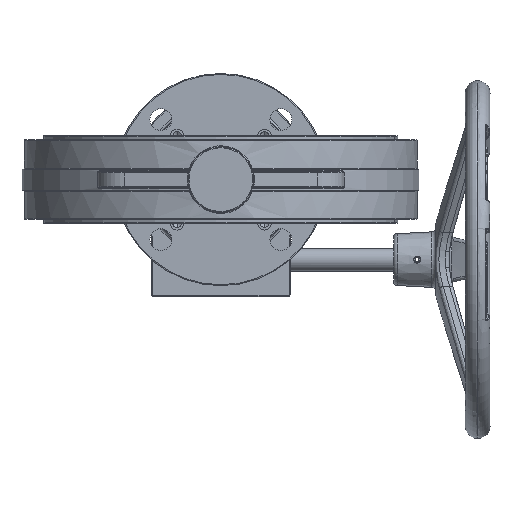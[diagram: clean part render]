
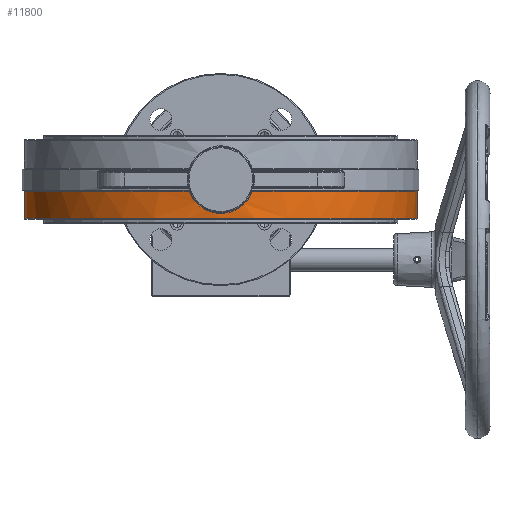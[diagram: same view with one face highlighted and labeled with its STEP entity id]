
A CAD part, front view. The second image highlights one B-rep face of the part: STEP entity #11800.
In plain terms, the highlighted cylindrical face has radius 161.925 mm (diameter 323.85 mm), a partial arc.
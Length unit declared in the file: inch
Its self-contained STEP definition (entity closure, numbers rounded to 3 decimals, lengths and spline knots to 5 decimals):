
#32 = EDGE_CURVE ( 'NONE', #24301, #6209, #12144, .T. ) ;
#817 = CIRCLE ( 'NONE', #41752, 6.375 ) ;
#2157 = CARTESIAN_POINT ( 'NONE',  ( 1.0266, -6.2918, -0.37375 ) ) ;
#2822 = CARTESIAN_POINT ( 'NONE',  ( -0.38407, -6.36364, -1.02865 ) ) ;
#3147 = DIRECTION ( 'NONE',  ( 0., 0., -1. ) ) ;
#3305 = CARTESIAN_POINT ( 'NONE',  ( 0., 0., 1.2915 ) ) ;
#3890 = CARTESIAN_POINT ( 'NONE',  ( 0., 0., -1.26025 ) ) ;
#4591 = CARTESIAN_POINT ( 'NONE',  ( 6.375, 0., -0.37375 ) ) ;
#5272 = CARTESIAN_POINT ( 'NONE',  ( 0.98455, -6.29857, -0.47776 ) ) ;
#5494 = CARTESIAN_POINT ( 'NONE',  ( 0.73616, -6.33238, -0.81085 ) ) ;
#5695 = CARTESIAN_POINT ( 'NONE',  ( -0.27765, -6.36901, -1.06156 ) ) ;
#6147 = CARTESIAN_POINT ( 'NONE',  ( -0.717, -6.33468, -0.8294 ) ) ;
#6209 = VERTEX_POINT ( 'NONE', #29890 ) ;
#8056 = AXIS2_PLACEMENT_3D ( 'NONE', #39691, #9395, #15586 ) ;
#8801 = CARTESIAN_POINT ( 'NONE',  ( 0.88351, -6.3135, -0.64534 ) ) ;
#9009 = CARTESIAN_POINT ( 'NONE',  ( -0.11254, -6.37425, -1.09285 ) ) ;
#9395 = DIRECTION ( 'NONE',  ( 0., 0., -1. ) ) ;
#9438 = CARTESIAN_POINT ( 'NONE',  ( 0.22127, -6.3714, -1.07596 ) ) ;
#9709 = CYLINDRICAL_SURFACE ( 'NONE', #39412, 6.375 ) ;
#9819 = CARTESIAN_POINT ( 'NONE',  ( -1.0266, -6.2918, -0.37375 ) ) ;
#10748 = AXIS2_PLACEMENT_3D ( 'NONE', #26723, #40215, #43525 ) ;
#11536 = VERTEX_POINT ( 'NONE', #4591 ) ;
#11800 = ADVANCED_FACE ( 'NONE', ( #17948 ), #9709, .T. ) ;
#12098 = CARTESIAN_POINT ( 'NONE',  ( -0.51012, -6.35461, -0.97055 ) ) ;
#12144 = CIRCLE ( 'NONE', #10748, 6.375 ) ;
#12256 = VECTOR ( 'NONE', #37817, 39.37008 ) ;
#12312 = CARTESIAN_POINT ( 'NONE',  ( 0.10997, -6.37411, -1.09203 ) ) ;
#12462 = ORIENTED_EDGE ( 'NONE', *, *, #32, .T. ) ;
#12742 = CARTESIAN_POINT ( 'NONE',  ( -0.85099, -6.31797, -0.68806 ) ) ;
#13563 = CARTESIAN_POINT ( 'NONE',  ( 6.375, 0., -1.26025 ) ) ;
#13728 = CARTESIAN_POINT ( 'NONE',  ( 1.0266, -6.2918, -0.37375 ) ) ;
#14891 = VERTEX_POINT ( 'NONE', #13563 ) ;
#15418 = CARTESIAN_POINT ( 'NONE',  ( 0.67206, -6.33951, -0.86524 ) ) ;
#15586 = DIRECTION ( 'NONE',  ( 1., 0., 0. ) ) ;
#15630 = CARTESIAN_POINT ( 'NONE',  ( -0.67438, -6.33939, -0.86477 ) ) ;
#15853 = CARTESIAN_POINT ( 'NONE',  ( -0.58274, -6.34836, -0.92834 ) ) ;
#15879 = EDGE_LOOP ( 'NONE', ( #29771, #19245, #16000, #12462, #32271, #16896 ) ) ;
#16000 = ORIENTED_EDGE ( 'NONE', *, *, #40587, .T. ) ;
#16071 = CARTESIAN_POINT ( 'NONE',  ( 0.92989, -6.30683, -0.5758 ) ) ;
#16283 = CARTESIAN_POINT ( 'NONE',  ( 0.38221, -6.36359, -1.02822 ) ) ;
#16896 = ORIENTED_EDGE ( 'NONE', *, *, #28593, .T. ) ;
#17069 = VECTOR ( 'NONE', #3147, 39.37008 ) ;
#17948 = FACE_OUTER_BOUND ( 'NONE', #15879, .T. ) ;
#18739 = CARTESIAN_POINT ( 'NONE',  ( 0.89952, -6.31124, -0.62262 ) ) ;
#18948 = CARTESIAN_POINT ( 'NONE',  ( 0.35571, -6.36512, -1.03777 ) ) ;
#19155 = CARTESIAN_POINT ( 'NONE',  ( 0.83309, -6.32042, -0.71147 ) ) ;
#19245 = ORIENTED_EDGE ( 'NONE', *, *, #32840, .T. ) ;
#19317 = CIRCLE ( 'NONE', #8056, 6.375 ) ;
#19594 = CARTESIAN_POINT ( 'NONE',  ( -0.90167, -6.31101, -0.62137 ) ) ;
#19897 = EDGE_CURVE ( 'NONE', #11536, #14891, #41350, .T. ) ;
#22276 = CARTESIAN_POINT ( 'NONE',  ( 0.9443, -6.30469, -0.55161 ) ) ;
#22481 = CARTESIAN_POINT ( 'NONE',  ( -0.19534, -6.37207, -1.07991 ) ) ;
#22700 = CARTESIAN_POINT ( 'NONE',  ( 0.43421, -6.36025, -1.00716 ) ) ;
#23210 = VERTEX_POINT ( 'NONE', #13728 ) ;
#23466 = CARTESIAN_POINT ( 'NONE',  ( -6.375, 0., 1.2915 ) ) ;
#24301 = VERTEX_POINT ( 'NONE', #9819 ) ;
#24427 = DIRECTION ( 'NONE',  ( 0., 0., 1. ) ) ;
#25812 = CARTESIAN_POINT ( 'NONE',  ( 0.71523, -6.33479, -0.82956 ) ) ;
#26005 = VERTEX_POINT ( 'NONE', #39910 ) ;
#26023 = CARTESIAN_POINT ( 'NONE',  ( 0.05415, -6.37483, -1.09626 ) ) ;
#26241 = CARTESIAN_POINT ( 'NONE',  ( -1.0266, -6.2918, -0.37375 ) ) ;
#26470 = CARTESIAN_POINT ( 'NONE',  ( -0.05714, -6.37499, -1.09717 ) ) ;
#26723 = CARTESIAN_POINT ( 'NONE',  ( 0., 0., -0.37375 ) ) ;
#27098 = DIRECTION ( 'NONE',  ( 1., 0., 0. ) ) ;
#28593 = EDGE_CURVE ( 'NONE', #26005, #14891, #817, .T. ) ;
#28914 = CARTESIAN_POINT ( 'NONE',  ( 0.53427, -6.35277, -0.95855 ) ) ;
#29140 = CARTESIAN_POINT ( 'NONE',  ( -0.98466, -6.29855, -0.47744 ) ) ;
#29361 = CARTESIAN_POINT ( 'NONE',  ( -0.79604, -6.32513, -0.75155 ) ) ;
#29771 = ORIENTED_EDGE ( 'NONE', *, *, #19897, .F. ) ;
#29796 = CARTESIAN_POINT ( 'NONE',  ( -0.93174, -6.3066, -0.57478 ) ) ;
#29890 = CARTESIAN_POINT ( 'NONE',  ( -6.375, 0., -0.37375 ) ) ;
#30275 = DIRECTION ( 'NONE',  ( -1., 0., 0. ) ) ;
#32248 = CARTESIAN_POINT ( 'NONE',  ( 0.58183, -6.34856, -0.93016 ) ) ;
#32271 = ORIENTED_EDGE ( 'NONE', *, *, #41799, .T. ) ;
#32455 = CARTESIAN_POINT ( 'NONE',  ( -0.60623, -6.34615, -0.91302 ) ) ;
#32685 = CARTESIAN_POINT ( 'NONE',  ( -0.43545, -6.36031, -1.00777 ) ) ;
#32840 = EDGE_CURVE ( 'NONE', #11536, #23210, #19317, .T. ) ;
#33117 = CARTESIAN_POINT ( 'NONE',  ( 1.00752, -6.29491, -0.42668 ) ) ;
#34722 = CARTESIAN_POINT ( 'NONE',  ( 6.375, 0., 1.2915 ) ) ;
#35779 = CARTESIAN_POINT ( 'NONE',  ( 0.64991, -6.34183, -0.88216 ) ) ;
#35978 = CARTESIAN_POINT ( 'NONE',  ( -0.30456, -6.36778, -1.05407 ) ) ;
#36199 = CARTESIAN_POINT ( 'NONE',  ( -0.22299, -6.37116, -1.07449 ) ) ;
#36423 = CARTESIAN_POINT ( 'NONE',  ( -0.5346, -6.35259, -0.95715 ) ) ;
#37817 = DIRECTION ( 'NONE',  ( 0., 0., -1. ) ) ;
#39313 = CARTESIAN_POINT ( 'NONE',  ( 0.45964, -6.35846, -0.99569 ) ) ;
#39412 = AXIS2_PLACEMENT_3D ( 'NONE', #3305, #40220, #30275 ) ;
#39516 = CARTESIAN_POINT ( 'NONE',  ( -0.83311, -6.32036, -0.70982 ) ) ;
#39691 = CARTESIAN_POINT ( 'NONE',  ( 0., 0., -0.37375 ) ) ;
#39739 = CARTESIAN_POINT ( 'NONE',  ( 0.79627, -6.3252, -0.75286 ) ) ;
#39910 = CARTESIAN_POINT ( 'NONE',  ( -6.375, 0., -1.26025 ) ) ;
#39958 = CARTESIAN_POINT ( 'NONE',  ( 0.13804, -6.37357, -1.08881 ) ) ;
#40215 = DIRECTION ( 'NONE',  ( 0., 0., -1. ) ) ;
#40220 = DIRECTION ( 'NONE',  ( 0., 0., -1. ) ) ;
#40497 = LINE ( 'NONE', #23466, #17069 ) ;
#40587 = EDGE_CURVE ( 'NONE', #23210, #24301, #42989, .T. ) ;
#41350 = LINE ( 'NONE', #34722, #12256 ) ;
#41752 = AXIS2_PLACEMENT_3D ( 'NONE', #3890, #24427, #27098 ) ;
#41799 = EDGE_CURVE ( 'NONE', #6209, #26005, #40497, .T. ) ;
#42390 = CARTESIAN_POINT ( 'NONE',  ( 0.02629, -6.37501, -1.09729 ) ) ;
#42613 = CARTESIAN_POINT ( 'NONE',  ( -0.7768, -6.32753, -0.77161 ) ) ;
#42989 = B_SPLINE_CURVE_WITH_KNOTS ( 'NONE', 3,
 ( #2157, #33117, #5272, #22276, #16071, #18739, #8801, #19155, #39739, #5494, #25812, #15418, #35779, #32248, #28914, #39313, #22700, #16283, #18948, #43045, #9438, #39958, #12312, #26023, #42390, #26470, #9009, #22481, #36199, #5695, #35978, #2822, #32685, #12098, #36423, #15853, #32455, #15630, #6147, #42613, #29361, #39516, #12742, #19594, #29796, #29140, #43264, #26241 ),
 .UNSPECIFIED., .F., .F.,
 ( 4, 2, 2, 2, 2, 2, 2, 2, 2, 2, 2, 2, 2, 2, 2, 2, 2, 2, 2, 2, 2, 2, 2, 4 ),
 ( 0., 0.00428, 0.00641, 0.00855, 0.01283, 0.01497, 0.0171, 0.02138, 0.02352, 0.02566, 0.02993, 0.03207, 0.03421, 0.03848, 0.04062, 0.04276, 0.04703, 0.04917, 0.05131, 0.05559, 0.05772, 0.05986, 0.06414, 0.06841 ),
 .UNSPECIFIED. ) ;
#43045 = CARTESIAN_POINT ( 'NONE',  ( 0.27568, -6.36926, -1.06319 ) ) ;
#43264 = CARTESIAN_POINT ( 'NONE',  ( -1.00752, -6.29491, -0.42668 ) ) ;
#43525 = DIRECTION ( 'NONE',  ( 1., 0., 0. ) ) ;
